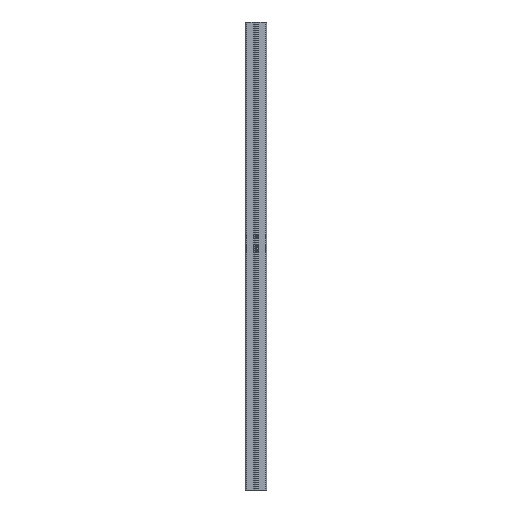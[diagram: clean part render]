
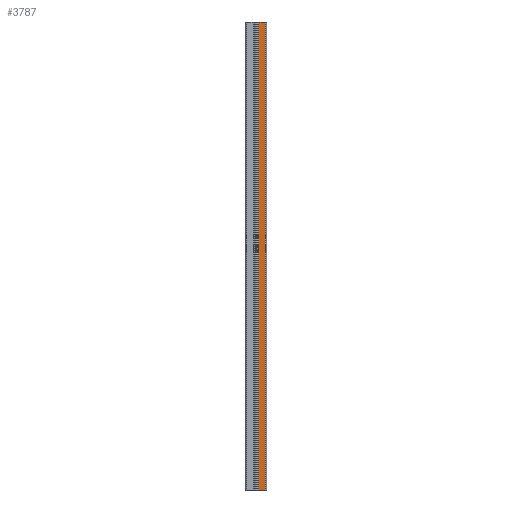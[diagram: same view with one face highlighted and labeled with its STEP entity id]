
A CAD part, front view. The second image highlights one B-rep face of the part: STEP entity #3787.
In plain terms, the highlighted planar face has unit normal (0, -1, 0).
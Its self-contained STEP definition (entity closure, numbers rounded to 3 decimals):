
#3729=CARTESIAN_POINT('',(13.2,-45.0,1000.0));
#3730=VERTEX_POINT('',#3729);
#3738=CARTESIAN_POINT('',(13.2,-45.0,0.0));
#3739=VERTEX_POINT('',#3738);
#3740=CARTESIAN_POINT('',(13.2,-45.0,0.0));
#3741=DIRECTION('',(0.0,0.0,1.0));
#3742=VECTOR('',#3741,1000.0);
#3743=LINE('',#3740,#3742);
#3744=EDGE_CURVE('',#3739,#3730,#3743,.T.);
#3757=CARTESIAN_POINT('',(13.2,-45.0,0.0));
#3758=DIRECTION('',(0.0,-1.0,0.0));
#3759=DIRECTION('',(0.0,0.0,-1.0));
#3760=AXIS2_PLACEMENT_3D('',#3757,#3758,#3759);
#3761=PLANE('',#3760);
#3762=CARTESIAN_POINT('',(0.,-45.0,1000.0));
#3763=VERTEX_POINT('',#3762);
#3764=CARTESIAN_POINT('',(13.2,-45.0,1000.0));
#3765=DIRECTION('',(-1.0,0.0,0.0));
#3766=VECTOR('',#3765,13.2);
#3767=LINE('',#3764,#3766);
#3768=EDGE_CURVE('',#3730,#3763,#3767,.T.);
#3769=ORIENTED_EDGE('',*,*,#3768,.T.);
#3770=CARTESIAN_POINT('',(0.,-45.0,0.0));
#3771=VERTEX_POINT('',#3770);
#3772=CARTESIAN_POINT('',(0.,-45.0,0.0));
#3773=DIRECTION('',(0.0,0.0,1.0));
#3774=VECTOR('',#3773,1000.0);
#3775=LINE('',#3772,#3774);
#3776=EDGE_CURVE('',#3771,#3763,#3775,.T.);
#3777=ORIENTED_EDGE('',*,*,#3776,.F.);
#3778=CARTESIAN_POINT('',(0.,-45.0,0.0));
#3779=DIRECTION('',(1.0,0.0,0.0));
#3780=VECTOR('',#3779,13.2);
#3781=LINE('',#3778,#3780);
#3782=EDGE_CURVE('',#3771,#3739,#3781,.T.);
#3783=ORIENTED_EDGE('',*,*,#3782,.T.);
#3784=ORIENTED_EDGE('',*,*,#3744,.T.);
#3785=EDGE_LOOP('',(#3769,#3777,#3783,#3784));
#3786=FACE_OUTER_BOUND('',#3785,.T.);
#3787=ADVANCED_FACE('',(#3786),#3761,.T.);
